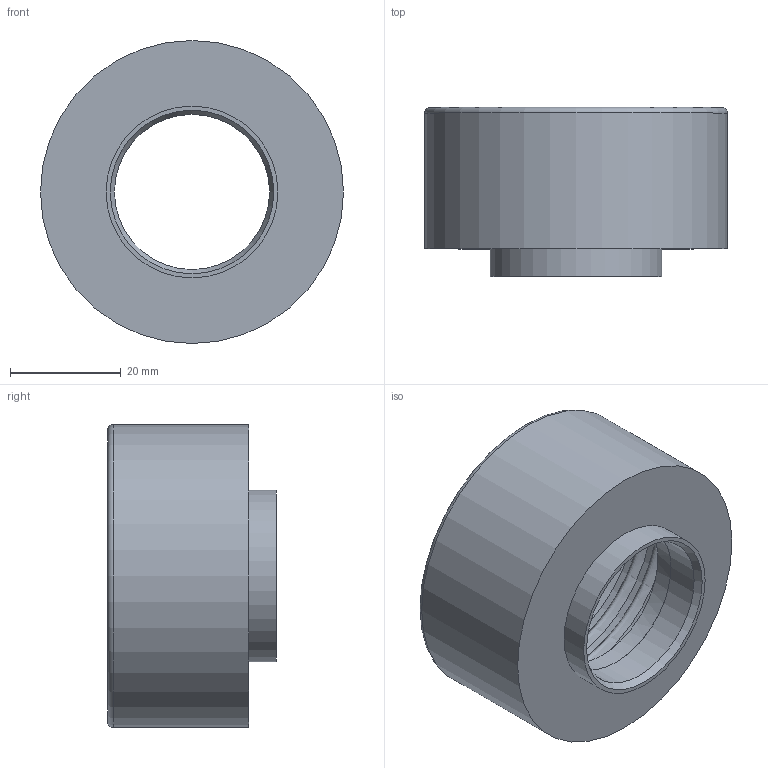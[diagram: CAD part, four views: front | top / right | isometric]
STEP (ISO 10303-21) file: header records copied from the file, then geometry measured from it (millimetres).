
FILE_DESCRIPTION(/* description */ (''),/* implementation_level */ '2;1');
FILE_NAME(/* name */ 'GL45 CAP with Pluriselect Connector Ring Slot v4.step',/* time_stamp */ '2023-06-29T00:24:10-07:00',/* author */ (''),/* organization */ (''),/* preprocessor_version */ 'ST-DEVELOPER v19.2',/* originating_system */ 'Autodesk Translation Framework v12.6.0.85',/* authorisation */ '');
FILE_SCHEMA (('AUTOMOTIVE_DESIGN { 1 0 10303 214 3 1 1 }'));
Length unit declared in the file: millimetre
Products named in the file (1): GL45 CAP with Pluriselect Connector Ring Slot
Bounding box: 54.7 x 30.5 x 54.7 mm (x, y, z)
Volume: 24062.2 mm3; surface area: 13186.5 mm2
Topology: 1 solids, 1 shells, 22 faces, 49 edges, 32 vertices
Faces by surface type: cylinder 10, plane 7, bspline 3, cone 1, torus 1
Full cylindrical faces by diameter (mm): 28 x1, 28.4 x1, 31 x1, 42.75 x1, 45.2 x4, 54.7 x1
Entity records: 1596 total; most frequent: CARTESIAN_POINT 1115, ORIENTED_EDGE 98, DIRECTION 92, EDGE_CURVE 49, AXIS2_PLACEMENT_3D 40, VERTEX_POINT 32, EDGE_LOOP 27, FACE_OUTER_BOUND 22
